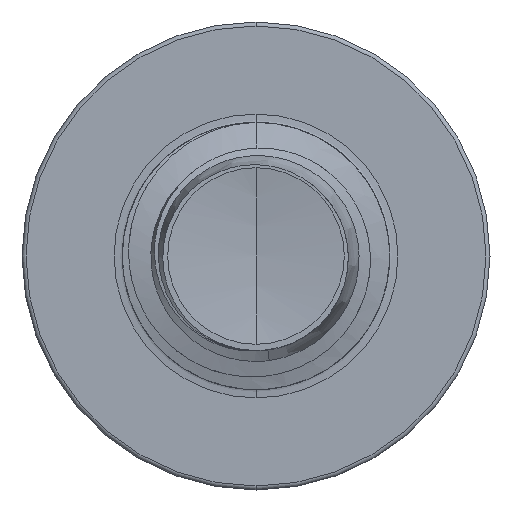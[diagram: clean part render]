
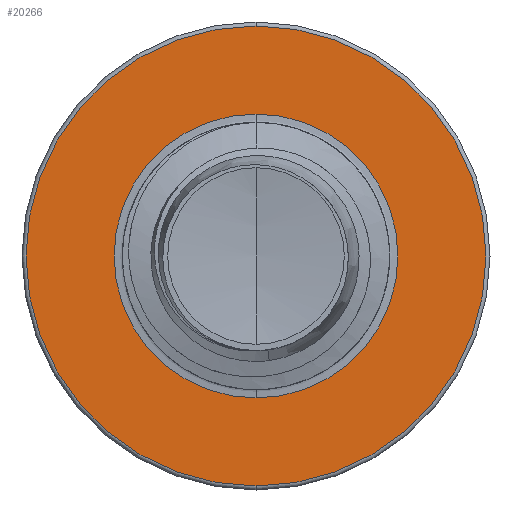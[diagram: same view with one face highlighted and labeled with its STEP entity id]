
A CAD part, front view. The second image highlights one B-rep face of the part: STEP entity #20266.
In plain terms, the highlighted planar face has unit normal (0, -1, 0).
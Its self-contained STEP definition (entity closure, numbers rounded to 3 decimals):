
#103 = CARTESIAN_POINT ( 'NONE',  ( 0., 14., -3.186 ) ) ;
#711 = EDGE_CURVE ( 'NONE', #7320, #7032, #10263, .T. ) ;
#744 = DIRECTION ( 'NONE',  ( 0., 0., 1. ) ) ;
#905 = CARTESIAN_POINT ( 'NONE',  ( 0., 14., 0. ) ) ;
#946 = CARTESIAN_POINT ( 'NONE',  ( 0., 14., 0. ) ) ;
#1617 = EDGE_CURVE ( 'NONE', #7032, #7320, #12127, .T. ) ;
#1669 = ORIENTED_EDGE ( 'NONE', *, *, #1617, .T. ) ;
#1907 = FACE_BOUND ( 'NONE', #7723, .T. ) ;
#2136 = DIRECTION ( 'NONE',  ( 0., 0., 1. ) ) ;
#2183 = DIRECTION ( 'NONE',  ( 0., 1., 0. ) ) ;
#2206 = CARTESIAN_POINT ( 'NONE',  ( 0., 14., 0. ) ) ;
#2736 = DIRECTION ( 'NONE',  ( 0., 0., 1. ) ) ;
#2776 = DIRECTION ( 'NONE',  ( 0., 0., 1. ) ) ;
#2968 = ORIENTED_EDGE ( 'NONE', *, *, #10578, .F. ) ;
#4288 = VERTEX_POINT ( 'NONE', #6750 ) ;
#4986 = CARTESIAN_POINT ( 'NONE',  ( 0., 14., -5.16 ) ) ;
#5580 = ORIENTED_EDGE ( 'NONE', *, *, #711, .T. ) ;
#6750 = CARTESIAN_POINT ( 'NONE',  ( 0., 14., 5.16 ) ) ;
#7032 = VERTEX_POINT ( 'NONE', #103 ) ;
#7320 = VERTEX_POINT ( 'NONE', #11535 ) ;
#7357 = EDGE_CURVE ( 'NONE', #4288, #9441, #14230, .T. ) ;
#7723 = EDGE_LOOP ( 'NONE', ( #5580, #1669 ) ) ;
#7933 = CARTESIAN_POINT ( 'NONE',  ( 0., 14., -3.186 ) ) ;
#9441 = VERTEX_POINT ( 'NONE', #4986 ) ;
#9856 = AXIS2_PLACEMENT_3D ( 'NONE', #946, #13723, #2776 ) ;
#10263 = CIRCLE ( 'NONE', #12946, 3.186 ) ;
#10578 = EDGE_CURVE ( 'NONE', #9441, #4288, #21302, .T. ) ;
#11535 = CARTESIAN_POINT ( 'NONE',  ( 0., 14., 3.186 ) ) ;
#11646 = DIRECTION ( 'NONE',  ( 0., 1., 0. ) ) ;
#12127 = CIRCLE ( 'NONE', #22645, 3.186 ) ;
#12946 = AXIS2_PLACEMENT_3D ( 'NONE', #13288, #16894, #18156 ) ;
#13288 = CARTESIAN_POINT ( 'NONE',  ( 0., 14., 0. ) ) ;
#13368 = EDGE_LOOP ( 'NONE', ( #13554, #2968 ) ) ;
#13554 = ORIENTED_EDGE ( 'NONE', *, *, #7357, .F. ) ;
#13682 = DIRECTION ( 'NONE',  ( 0., 1., 0. ) ) ;
#13723 = DIRECTION ( 'NONE',  ( 0., 1., 0. ) ) ;
#14230 = CIRCLE ( 'NONE', #9856, 5.16 ) ;
#14959 = PLANE ( 'NONE',  #21403 ) ;
#16894 = DIRECTION ( 'NONE',  ( 0., 1., 0. ) ) ;
#18156 = DIRECTION ( 'NONE',  ( 0., 0., 1. ) ) ;
#19175 = AXIS2_PLACEMENT_3D ( 'NONE', #905, #13682, #2736 ) ;
#20266 = ADVANCED_FACE ( 'NONE', ( #20707, #1907 ), #14959, .F. ) ;
#20707 = FACE_OUTER_BOUND ( 'NONE', #13368, .T. ) ;
#21302 = CIRCLE ( 'NONE', #19175, 5.16 ) ;
#21403 = AXIS2_PLACEMENT_3D ( 'NONE', #7933, #11646, #744 ) ;
#22645 = AXIS2_PLACEMENT_3D ( 'NONE', #2206, #2183, #2136 ) ;
